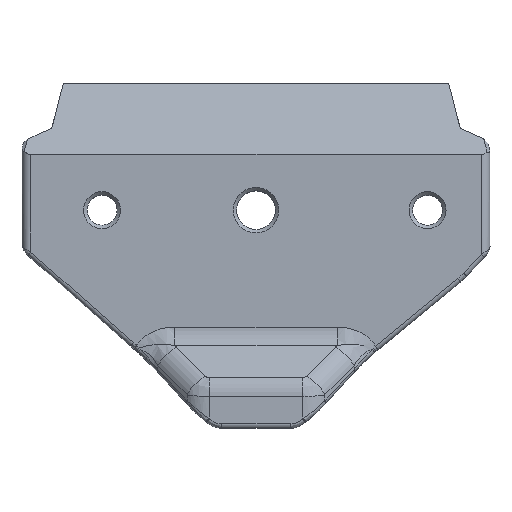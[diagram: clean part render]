
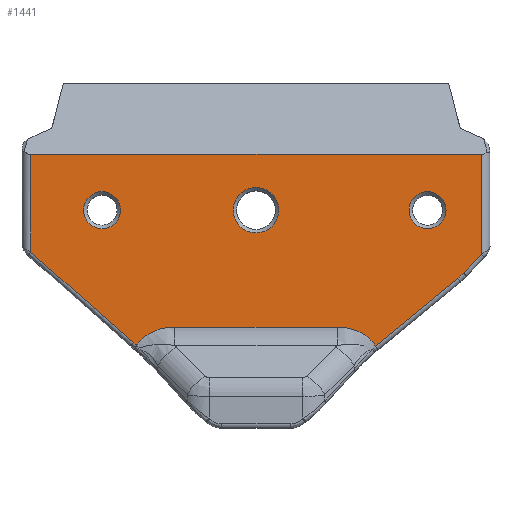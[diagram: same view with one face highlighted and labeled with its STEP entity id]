
A CAD part, top view. The second image highlights one B-rep face of the part: STEP entity #1441.
In plain terms, the highlighted planar face has unit normal (0, 0, 1).
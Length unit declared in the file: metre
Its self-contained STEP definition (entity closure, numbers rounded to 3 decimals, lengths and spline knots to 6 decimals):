
#28=B_SPLINE_CURVE_WITH_KNOTS('',3,(#2365,#2366,#2367,#2368,#2369,#2370),
 .UNSPECIFIED.,.F.,.F.,(4,1,1,4),(0.,0.002732,0.004098,
0.005464),.UNSPECIFIED.);
#34=B_SPLINE_CURVE_WITH_KNOTS('',3,(#2467,#2468,#2469,#2470,#2471,#2472),
 .UNSPECIFIED.,.F.,.F.,(4,1,1,4),(0.,0.002732,0.004098,
0.005464),.UNSPECIFIED.);
#107=ELLIPSE('',#1590,0.017271,0.0015);
#108=ELLIPSE('',#1591,0.003434,0.0015);
#117=LINE('',#2059,#218);
#168=LINE('',#2384,#269);
#178=LINE('',#2553,#279);
#179=LINE('',#2559,#280);
#187=LINE('',#2601,#288);
#188=LINE('',#2604,#289);
#189=LINE('',#2608,#290);
#218=VECTOR('',#1669,1.);
#269=VECTOR('',#1818,1.);
#279=VECTOR('',#1858,1.);
#280=VECTOR('',#1865,1.);
#288=VECTOR('',#1895,1.);
#289=VECTOR('',#1898,1.);
#290=VECTOR('',#1901,1.);
#335=PLANE('',#1587);
#551=ORIENTED_EDGE('',*,*,#907,.T.);
#552=ORIENTED_EDGE('',*,*,#908,.T.);
#553=ORIENTED_EDGE('',*,*,#893,.T.);
#554=ORIENTED_EDGE('',*,*,#909,.T.);
#555=ORIENTED_EDGE('',*,*,#910,.T.);
#556=ORIENTED_EDGE('',*,*,#860,.F.);
#557=ORIENTED_EDGE('',*,*,#864,.T.);
#558=ORIENTED_EDGE('',*,*,#869,.T.);
#559=ORIENTED_EDGE('',*,*,#911,.T.);
#560=ORIENTED_EDGE('',*,*,#912,.T.);
#561=ORIENTED_EDGE('',*,*,#913,.T.);
#562=ORIENTED_EDGE('',*,*,#890,.F.);
#563=ORIENTED_EDGE('',*,*,#778,.F.);
#564=ORIENTED_EDGE('',*,*,#837,.T.);
#778=EDGE_CURVE('',#989,#990,#117,.T.);
#837=EDGE_CURVE('',#1030,#1030,#1118,.T.);
#860=EDGE_CURVE('',#1047,#1048,#28,.T.);
#864=EDGE_CURVE('',#1047,#1050,#168,.T.);
#869=EDGE_CURVE('',#1050,#1053,#34,.T.);
#890=EDGE_CURVE('',#990,#1066,#178,.T.);
#893=EDGE_CURVE('',#989,#1067,#179,.T.);
#907=EDGE_CURVE('',#1081,#1081,#1127,.T.);
#908=EDGE_CURVE('',#1082,#1082,#1128,.T.);
#909=EDGE_CURVE('',#1067,#1083,#187,.T.);
#910=EDGE_CURVE('',#1083,#1048,#107,.F.);
#911=EDGE_CURVE('',#1053,#1084,#188,.T.);
#912=EDGE_CURVE('',#1084,#1085,#108,.F.);
#913=EDGE_CURVE('',#1085,#1066,#189,.F.);
#989=VERTEX_POINT('',#2058);
#990=VERTEX_POINT('',#2060);
#1030=VERTEX_POINT('',#2176);
#1047=VERTEX_POINT('',#2371);
#1048=VERTEX_POINT('',#2372);
#1050=VERTEX_POINT('',#2385);
#1053=VERTEX_POINT('',#2466);
#1066=VERTEX_POINT('',#2554);
#1067=VERTEX_POINT('',#2558);
#1081=VERTEX_POINT('',#2598);
#1082=VERTEX_POINT('',#2600);
#1083=VERTEX_POINT('',#2602);
#1084=VERTEX_POINT('',#2605);
#1085=VERTEX_POINT('',#2607);
#1118=CIRCLE('',#1544,0.002586);
#1127=CIRCLE('',#1588,0.0021);
#1128=CIRCLE('',#1589,0.0021);
#1200=EDGE_LOOP('',(#551));
#1201=EDGE_LOOP('',(#552));
#1202=EDGE_LOOP('',(#553,#554,#555,#556,#557,#558,#559,#560,#561,#562,#563));
#1203=EDGE_LOOP('',(#564));
#1309=FACE_BOUND('',#1200,.T.);
#1310=FACE_BOUND('',#1201,.T.);
#1311=FACE_BOUND('',#1202,.T.);
#1312=FACE_BOUND('',#1203,.T.);
#1441=ADVANCED_FACE('',(#1309,#1310,#1311,#1312),#335,.F.);
#1544=AXIS2_PLACEMENT_3D('',#2175,#1777,#1778);
#1587=AXIS2_PLACEMENT_3D('',#2596,#1889,#1890);
#1588=AXIS2_PLACEMENT_3D('',#2597,#1891,#1892);
#1589=AXIS2_PLACEMENT_3D('',#2599,#1893,#1894);
#1590=AXIS2_PLACEMENT_3D('',#2603,#1896,#1897);
#1591=AXIS2_PLACEMENT_3D('',#2606,#1899,#1900);
#1669=DIRECTION('',(1.,0.,0.));
#1777=DIRECTION('',(0.,0.,-1.));
#1778=DIRECTION('',(0.,-1.,0.));
#1818=DIRECTION('',(1.,0.,0.));
#1858=DIRECTION('',(0.,-1.,0.));
#1865=DIRECTION('',(0.,-1.,0.));
#1889=DIRECTION('',(0.,0.,-1.));
#1890=DIRECTION('',(-1.,0.,0.));
#1891=DIRECTION('',(0.,0.,-1.));
#1892=DIRECTION('',(0.,1.,0.));
#1893=DIRECTION('',(0.,0.,-1.));
#1894=DIRECTION('',(0.,1.,0.));
#1895=DIRECTION('',(0.75,-0.662,0.));
#1896=DIRECTION('',(0.,0.,-1.));
#1897=DIRECTION('',(-0.785,0.62,0.));
#1898=DIRECTION('',(0.773,0.634,0.));
#1899=DIRECTION('',(0.,0.,-1.));
#1900=DIRECTION('',(0.834,0.552,0.));
#1901=DIRECTION('',(-0.681,-0.732,0.));
#2058=CARTESIAN_POINT('',(-0.025602,0.006343,0.0084));
#2059=CARTESIAN_POINT('',(0.01013,0.006343,0.0084));
#2060=CARTESIAN_POINT('',(0.025602,0.006343,0.0084));
#2175=CARTESIAN_POINT('',(0.,0.,0.0084));
#2176=CARTESIAN_POINT('',(0.,-0.002586,0.0084));
#2365=CARTESIAN_POINT('',(-0.009209,-0.013284,0.0084));
#2366=CARTESIAN_POINT('',(-0.01012,-0.013284,0.0084));
#2367=CARTESIAN_POINT('',(-0.011479,-0.013559,0.0084));
#2368=CARTESIAN_POINT('',(-0.012998,-0.014576,0.0084));
#2369=CARTESIAN_POINT('',(-0.013554,-0.015335,0.0084));
#2370=CARTESIAN_POINT('',(-0.013693,-0.015769,0.0084));
#2371=CARTESIAN_POINT('',(-0.009209,-0.013284,0.0084));
#2372=CARTESIAN_POINT('',(-0.013541,-0.015409,0.0084));
#2384=CARTESIAN_POINT('',(0.000052,-0.013284,0.0084));
#2385=CARTESIAN_POINT('',(0.009209,-0.013284,0.0084));
#2466=CARTESIAN_POINT('',(0.013576,-0.015477,0.0084));
#2467=CARTESIAN_POINT('',(0.009209,-0.013284,0.0084));
#2468=CARTESIAN_POINT('',(0.01012,-0.013284,0.0084));
#2469=CARTESIAN_POINT('',(0.011479,-0.013559,0.0084));
#2470=CARTESIAN_POINT('',(0.012998,-0.014576,0.0084));
#2471=CARTESIAN_POINT('',(0.013554,-0.015335,0.0084));
#2472=CARTESIAN_POINT('',(0.013693,-0.015769,0.0084));
#2553=CARTESIAN_POINT('',(0.025602,-0.010821,0.0084));
#2554=CARTESIAN_POINT('',(0.025602,-0.005027,0.0084));
#2558=CARTESIAN_POINT('',(-0.025602,-0.004769,0.0084));
#2559=CARTESIAN_POINT('',(-0.025602,-0.010821,0.0084));
#2596=CARTESIAN_POINT('',(0.000052,-0.010821,0.0084));
#2597=CARTESIAN_POINT('',(0.019501,0.000003,0.0084));
#2598=CARTESIAN_POINT('',(0.019501,0.002103,0.0084));
#2599=CARTESIAN_POINT('',(-0.017499,0.000003,0.0084));
#2600=CARTESIAN_POINT('',(-0.017499,0.002103,0.0084));
#2601=CARTESIAN_POINT('',(-0.020496,-0.009274,0.0084));
#2602=CARTESIAN_POINT('',(-0.013936,-0.015063,0.0084));
#2603=CARTESIAN_POINT('',(-0.005971,-0.019736,0.0084));
#2604=CARTESIAN_POINT('',(0.007779,-0.020235,0.0084));
#2605=CARTESIAN_POINT('',(0.02296,-0.007776,0.0084));
#2606=CARTESIAN_POINT('',(0.021497,-0.006994,0.0084));
#2607=CARTESIAN_POINT('',(0.023608,-0.007171,0.0084));
#2608=CARTESIAN_POINT('',(0.025018,-0.005655,0.0084));
